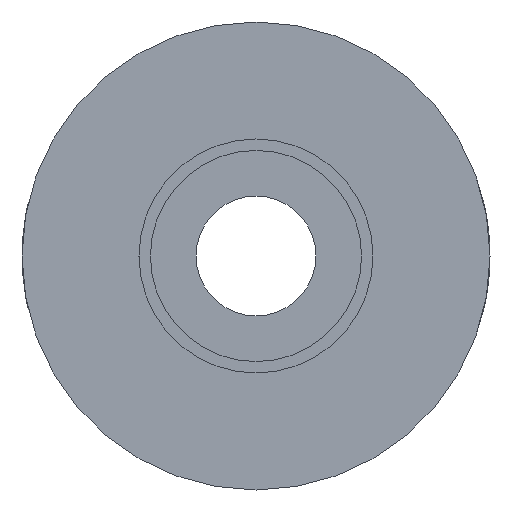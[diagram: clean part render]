
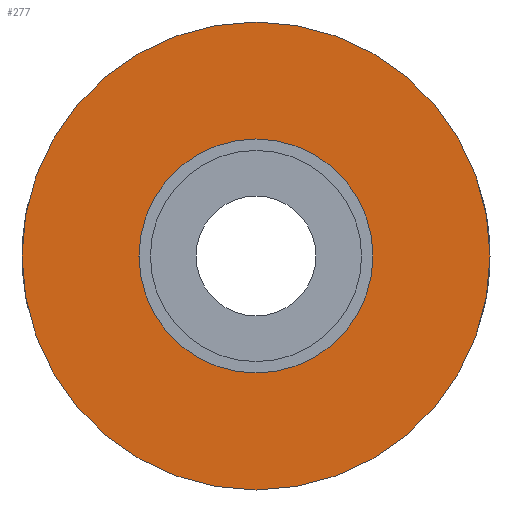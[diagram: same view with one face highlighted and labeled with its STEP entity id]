
A CAD part, left-side view. The second image highlights one B-rep face of the part: STEP entity #277.
In plain terms, the highlighted planar face has unit normal (-1, 0, 0).
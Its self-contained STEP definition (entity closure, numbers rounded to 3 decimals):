
#22=FACE_BOUND('',#57,.T.);
#38=FACE_OUTER_BOUND('',#56,.T.);
#56=EDGE_LOOP('',(#232,#233));
#57=EDGE_LOOP('',(#234,#235));
#108=CIRCLE('',#332,2.05);
#109=CIRCLE('',#333,2.05);
#110=CIRCLE('',#335,4.1);
#111=CIRCLE('',#336,4.1);
#136=VERTEX_POINT('',#501);
#137=VERTEX_POINT('',#503);
#138=VERTEX_POINT('',#507);
#139=VERTEX_POINT('',#508);
#172=EDGE_CURVE('',#137,#136,#108,.T.);
#173=EDGE_CURVE('',#136,#137,#109,.T.);
#174=EDGE_CURVE('',#138,#139,#110,.T.);
#175=EDGE_CURVE('',#139,#138,#111,.T.);
#232=ORIENTED_EDGE('',*,*,#174,.F.);
#233=ORIENTED_EDGE('',*,*,#175,.F.);
#234=ORIENTED_EDGE('',*,*,#172,.T.);
#235=ORIENTED_EDGE('',*,*,#173,.T.);
#263=PLANE('',#334);
#277=ADVANCED_FACE('',(#38,#22),#263,.T.);
#332=AXIS2_PLACEMENT_3D('',#504,#418,#419);
#333=AXIS2_PLACEMENT_3D('',#505,#420,#421);
#334=AXIS2_PLACEMENT_3D('',#506,#422,#423);
#335=AXIS2_PLACEMENT_3D('',#509,#424,#425);
#336=AXIS2_PLACEMENT_3D('',#510,#426,#427);
#418=DIRECTION('center_axis',(1.,0.,0.));
#419=DIRECTION('ref_axis',(0.,0.,-1.));
#420=DIRECTION('center_axis',(1.,0.,0.));
#421=DIRECTION('ref_axis',(0.,0.,-1.));
#422=DIRECTION('center_axis',(-1.,0.,0.));
#423=DIRECTION('ref_axis',(0.,0.,1.));
#424=DIRECTION('center_axis',(1.,0.,0.));
#425=DIRECTION('ref_axis',(0.,0.,-1.));
#426=DIRECTION('center_axis',(1.,0.,0.));
#427=DIRECTION('ref_axis',(0.,0.,-1.));
#501=CARTESIAN_POINT('',(-10.41,-2.05,0.));
#503=CARTESIAN_POINT('',(-10.41,2.05,0.));
#504=CARTESIAN_POINT('Origin',(-10.41,0.,0.));
#505=CARTESIAN_POINT('Origin',(-10.41,0.,0.));
#506=CARTESIAN_POINT('Origin',(-10.41,4.1,0.));
#507=CARTESIAN_POINT('',(-10.41,4.1,0.));
#508=CARTESIAN_POINT('',(-10.41,-4.1,0.));
#509=CARTESIAN_POINT('Origin',(-10.41,0.,0.));
#510=CARTESIAN_POINT('Origin',(-10.41,0.,0.));
